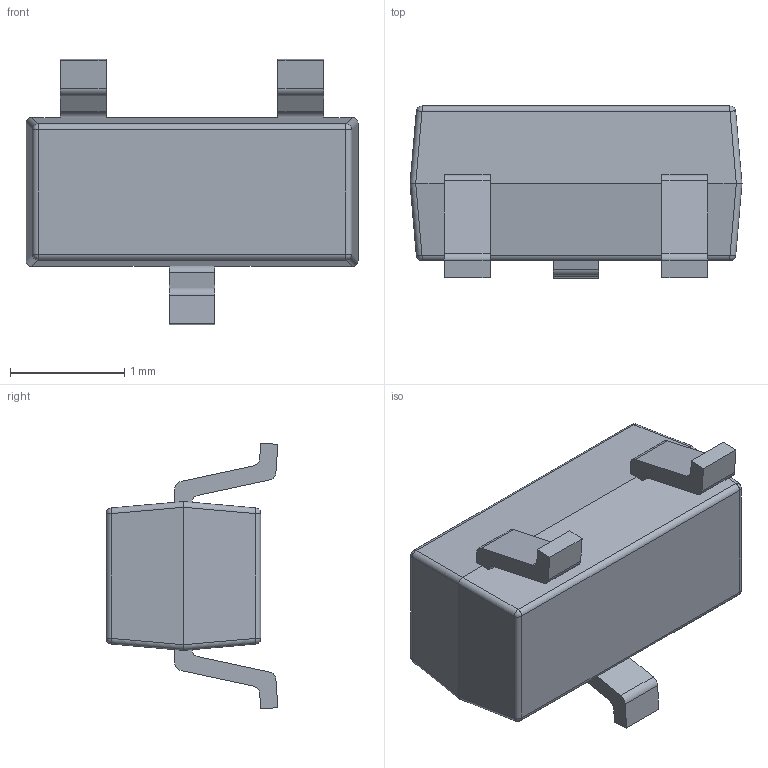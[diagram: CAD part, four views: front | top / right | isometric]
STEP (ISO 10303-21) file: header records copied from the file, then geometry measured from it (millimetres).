
FILE_DESCRIPTION (( 'STEP AP214' ), '1' );
FILE_NAME ('sot-23-3-nxp.STEP', '2016-01-03T20:18:34', ( '' ), ( '' ), 'SwSTEP 2.0', 'SolidWorks 2015', '' );
FILE_SCHEMA (( 'AUTOMOTIVE_DESIGN' ));
Length unit declared in the file: millimetre
Products named in the file (1): sot-23-3-nxp
Bounding box: 2.9 x 1.5 x 2.32 mm (x, y, z)
Volume: 4.9 mm3; surface area: 20.8 mm2
Topology: 1 solids, 1 shells, 70 faces, 180 edges, 104 vertices
Faces by surface type: plane 34, cylinder 28, sphere 8
Entity records: 2458 total; most frequent: CARTESIAN_POINT 359, DIRECTION 358, ORIENTED_EDGE 344, EDGE_CURVE 172, LINE 120, VECTOR 120, AXIS2_PLACEMENT_3D 119, VERTEX_POINT 104
